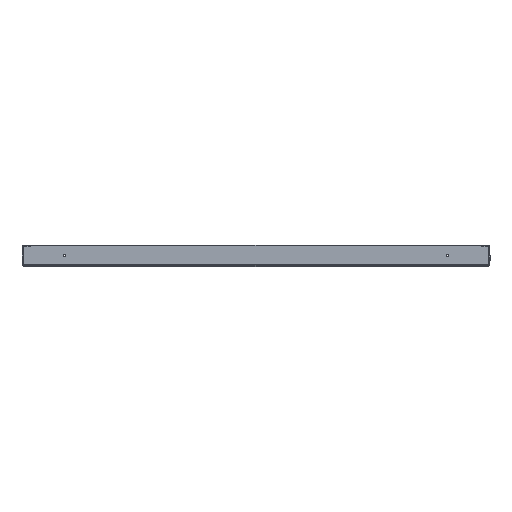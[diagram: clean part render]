
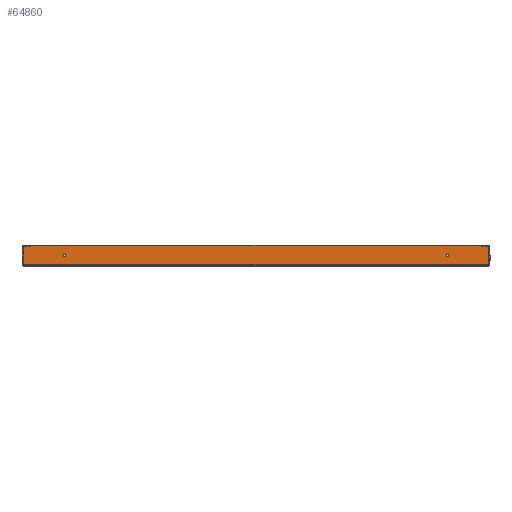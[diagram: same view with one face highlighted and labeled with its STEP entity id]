
A CAD part, front view. The second image highlights one B-rep face of the part: STEP entity #64860.
In plain terms, the highlighted planar face has unit normal (0, -1, 0).
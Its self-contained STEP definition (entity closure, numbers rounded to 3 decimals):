
#447 = CIRCLE ( 'NONE', #58339, 3. ) ;
#733 = DIRECTION ( 'NONE',  ( 0., 0., 1. ) ) ;
#2588 = LINE ( 'NONE', #31719, #53250 ) ;
#3101 = EDGE_CURVE ( 'NONE', #5990, #42815, #92098, .T. ) ;
#3385 = EDGE_CURVE ( 'NONE', #52513, #36332, #9792, .T. ) ;
#4311 = CARTESIAN_POINT ( 'NONE',  ( 0., -900., 47. ) ) ;
#4390 = DIRECTION ( 'NONE',  ( 0., 0., 1. ) ) ;
#5088 = CARTESIAN_POINT ( 'NONE',  ( 450., -900., 23.5 ) ) ;
#5726 = EDGE_CURVE ( 'NONE', #38372, #5990, #34962, .T. ) ;
#5990 = VERTEX_POINT ( 'NONE', #93999 ) ;
#7112 = CARTESIAN_POINT ( 'NONE',  ( 450., -900., 23.5 ) ) ;
#8124 = EDGE_CURVE ( 'NONE', #19673, #14830, #69322, .T. ) ;
#8732 = FACE_OUTER_BOUND ( 'NONE', #26737, .T. ) ;
#9283 = VERTEX_POINT ( 'NONE', #61350 ) ;
#9592 = LINE ( 'NONE', #4311, #18598 ) ;
#9792 = CIRCLE ( 'NONE', #61562, 3. ) ;
#10204 = CARTESIAN_POINT ( 'NONE',  ( -450., -900., 26.5 ) ) ;
#12149 = DIRECTION ( 'NONE',  ( 0., -1., 0. ) ) ;
#12503 = CARTESIAN_POINT ( 'NONE',  ( -450., -900., 23.5 ) ) ;
#12529 = ORIENTED_EDGE ( 'NONE', *, *, #3101, .T. ) ;
#14830 = VERTEX_POINT ( 'NONE', #32682 ) ;
#15196 = CARTESIAN_POINT ( 'NONE',  ( -450., -900., 23.5 ) ) ;
#15225 = CARTESIAN_POINT ( 'NONE',  ( -450., -900., 20.5 ) ) ;
#16459 = DIRECTION ( 'NONE',  ( 0., 1., 0. ) ) ;
#18598 = VECTOR ( 'NONE', #40118, 1000. ) ;
#19673 = VERTEX_POINT ( 'NONE', #83859 ) ;
#20235 = AXIS2_PLACEMENT_3D ( 'NONE', #59776, #90309, #61664 ) ;
#20578 = EDGE_CURVE ( 'NONE', #36332, #52513, #33667, .T. ) ;
#20638 = EDGE_LOOP ( 'NONE', ( #51440, #77611 ) ) ;
#20697 = AXIS2_PLACEMENT_3D ( 'NONE', #90402, #83247, #84194 ) ;
#22538 = ORIENTED_EDGE ( 'NONE', *, *, #77871, .F. ) ;
#25500 = DIRECTION ( 'NONE',  ( 0., 0., 1. ) ) ;
#26737 = EDGE_LOOP ( 'NONE', ( #72992, #38101, #22538, #73802, #83433, #12529 ) ) ;
#27222 = VERTEX_POINT ( 'NONE', #83661 ) ;
#27307 = DIRECTION ( 'NONE',  ( 0., 1., 0. ) ) ;
#31719 = CARTESIAN_POINT ( 'NONE',  ( -550., -900., 3. ) ) ;
#32682 = CARTESIAN_POINT ( 'NONE',  ( 450., -900., 20.5 ) ) ;
#32790 = AXIS2_PLACEMENT_3D ( 'NONE', #7112, #49138, #86348 ) ;
#33667 = CIRCLE ( 'NONE', #86973, 3. ) ;
#33840 = EDGE_LOOP ( 'NONE', ( #56247, #70947 ) ) ;
#34962 = LINE ( 'NONE', #45394, #86039 ) ;
#36332 = VERTEX_POINT ( 'NONE', #10204 ) ;
#38101 = ORIENTED_EDGE ( 'NONE', *, *, #77463, .T. ) ;
#38372 = VERTEX_POINT ( 'NONE', #47698 ) ;
#38840 = LINE ( 'NONE', #45512, #64872 ) ;
#40118 = DIRECTION ( 'NONE',  ( -1., 0., 0. ) ) ;
#41844 = EDGE_CURVE ( 'NONE', #38372, #75842, #2588, .T. ) ;
#42815 = VERTEX_POINT ( 'NONE', #82659 ) ;
#44291 = DIRECTION ( 'NONE',  ( 0., 1., 0. ) ) ;
#45394 = CARTESIAN_POINT ( 'NONE',  ( 546.929, -900., 0. ) ) ;
#45450 = FACE_BOUND ( 'NONE', #20638, .T. ) ;
#45512 = CARTESIAN_POINT ( 'NONE',  ( -546.929, -900., 0. ) ) ;
#47698 = CARTESIAN_POINT ( 'NONE',  ( 546.929, -900., 3. ) ) ;
#49138 = DIRECTION ( 'NONE',  ( 0., 1., 0. ) ) ;
#51440 = ORIENTED_EDGE ( 'NONE', *, *, #20578, .T. ) ;
#52513 = VERTEX_POINT ( 'NONE', #15225 ) ;
#53097 = PLANE ( 'NONE',  #20235 ) ;
#53250 = VECTOR ( 'NONE', #89912, 1000. ) ;
#56247 = ORIENTED_EDGE ( 'NONE', *, *, #8124, .T. ) ;
#58339 = AXIS2_PLACEMENT_3D ( 'NONE', #5088, #16459, #733 ) ;
#59776 = CARTESIAN_POINT ( 'NONE',  ( 0., -900., 0. ) ) ;
#61350 = CARTESIAN_POINT ( 'NONE',  ( -545.929, -900., 47. ) ) ;
#61562 = AXIS2_PLACEMENT_3D ( 'NONE', #12503, #27307, #4390 ) ;
#61664 = DIRECTION ( 'NONE',  ( 0., 0., 1. ) ) ;
#64860 = ADVANCED_FACE ( 'NONE', ( #45450, #75973, #8732 ), #53097, .F. ) ;
#64872 = VECTOR ( 'NONE', #25500, 1000. ) ;
#65990 = EDGE_CURVE ( 'NONE', #14830, #19673, #447, .T. ) ;
#68109 = EDGE_CURVE ( 'NONE', #42815, #9283, #9592, .T. ) ;
#69322 = CIRCLE ( 'NONE', #32790, 3. ) ;
#70947 = ORIENTED_EDGE ( 'NONE', *, *, #65990, .T. ) ;
#72992 = ORIENTED_EDGE ( 'NONE', *, *, #68109, .T. ) ;
#73235 = CARTESIAN_POINT ( 'NONE',  ( -546.929, -900., 3. ) ) ;
#73802 = ORIENTED_EDGE ( 'NONE', *, *, #41844, .F. ) ;
#75842 = VERTEX_POINT ( 'NONE', #73235 ) ;
#75973 = FACE_BOUND ( 'NONE', #33840, .T. ) ;
#77463 = EDGE_CURVE ( 'NONE', #9283, #27222, #84730, .T. ) ;
#77611 = ORIENTED_EDGE ( 'NONE', *, *, #3385, .T. ) ;
#77871 = EDGE_CURVE ( 'NONE', #75842, #27222, #38840, .T. ) ;
#79165 = DIRECTION ( 'NONE',  ( 0., 0., 1. ) ) ;
#79881 = AXIS2_PLACEMENT_3D ( 'NONE', #84692, #12149, #91373 ) ;
#82659 = CARTESIAN_POINT ( 'NONE',  ( 545.929, -900., 47. ) ) ;
#83247 = DIRECTION ( 'NONE',  ( 0., -1., 0. ) ) ;
#83433 = ORIENTED_EDGE ( 'NONE', *, *, #5726, .T. ) ;
#83661 = CARTESIAN_POINT ( 'NONE',  ( -546.929, -900., 46. ) ) ;
#83859 = CARTESIAN_POINT ( 'NONE',  ( 450., -900., 26.5 ) ) ;
#84194 = DIRECTION ( 'NONE',  ( 0., 0., 1. ) ) ;
#84692 = CARTESIAN_POINT ( 'NONE',  ( 545.929, -900., 46. ) ) ;
#84730 = CIRCLE ( 'NONE', #20697, 1. ) ;
#86039 = VECTOR ( 'NONE', #89294, 1000. ) ;
#86348 = DIRECTION ( 'NONE',  ( 0., 0., 1. ) ) ;
#86973 = AXIS2_PLACEMENT_3D ( 'NONE', #15196, #44291, #79165 ) ;
#89294 = DIRECTION ( 'NONE',  ( 0., 0., 1. ) ) ;
#89912 = DIRECTION ( 'NONE',  ( -1., 0., 0. ) ) ;
#90309 = DIRECTION ( 'NONE',  ( 0., 1., 0. ) ) ;
#90402 = CARTESIAN_POINT ( 'NONE',  ( -545.929, -900., 46. ) ) ;
#91373 = DIRECTION ( 'NONE',  ( 0., 0., 1. ) ) ;
#92098 = CIRCLE ( 'NONE', #79881, 1. ) ;
#93999 = CARTESIAN_POINT ( 'NONE',  ( 546.929, -900., 46. ) ) ;
